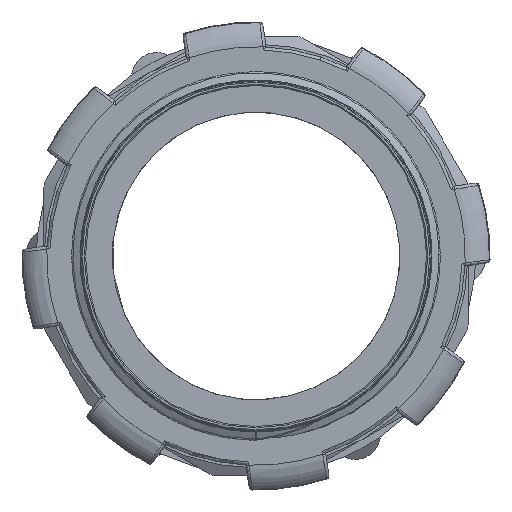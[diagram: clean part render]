
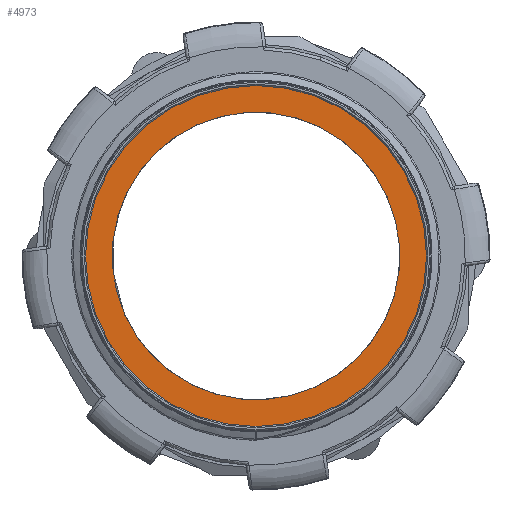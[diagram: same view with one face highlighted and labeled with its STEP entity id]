
A CAD part, front view. The second image highlights one B-rep face of the part: STEP entity #4973.
In plain terms, the highlighted planar face has unit normal (0, -1, 0).
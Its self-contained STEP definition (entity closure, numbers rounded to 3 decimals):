
#609=FACE_BOUND('',#995,.T.);
#621=PLANE('',#5329);
#674=FACE_OUTER_BOUND('',#994,.T.);
#994=EDGE_LOOP('',(#3112));
#995=EDGE_LOOP('',(#3113));
#1571=CIRCLE('',#5330,27.5);
#1572=CIRCLE('',#5331,23.2);
#1864=VERTEX_POINT('',#7357);
#1865=VERTEX_POINT('',#7359);
#2333=EDGE_CURVE('',#1864,#1864,#1571,.T.);
#2334=EDGE_CURVE('',#1865,#1865,#1572,.T.);
#3112=ORIENTED_EDGE('',*,*,#2333,.F.);
#3113=ORIENTED_EDGE('',*,*,#2334,.T.);
#4973=ADVANCED_FACE('',(#674,#609),#621,.F.);
#5329=AXIS2_PLACEMENT_3D('',#7356,#5812,#5813);
#5330=AXIS2_PLACEMENT_3D('',#7358,#5814,#5815);
#5331=AXIS2_PLACEMENT_3D('',#7360,#5816,#5817);
#5812=DIRECTION('center_axis',(0.,1.,0.));
#5813=DIRECTION('ref_axis',(0.,0.,1.));
#5814=DIRECTION('center_axis',(0.,1.,0.));
#5815=DIRECTION('ref_axis',(1.,0.,0.));
#5816=DIRECTION('center_axis',(0.,1.,0.));
#5817=DIRECTION('ref_axis',(1.,0.,0.));
#7356=CARTESIAN_POINT('Origin',(0.,17.8,0.));
#7357=CARTESIAN_POINT('',(27.5,17.8,0.));
#7358=CARTESIAN_POINT('Origin',(0.,17.8,0.));
#7359=CARTESIAN_POINT('',(-16.742,17.8,-16.06));
#7360=CARTESIAN_POINT('Origin',(0.,17.8,0.));
